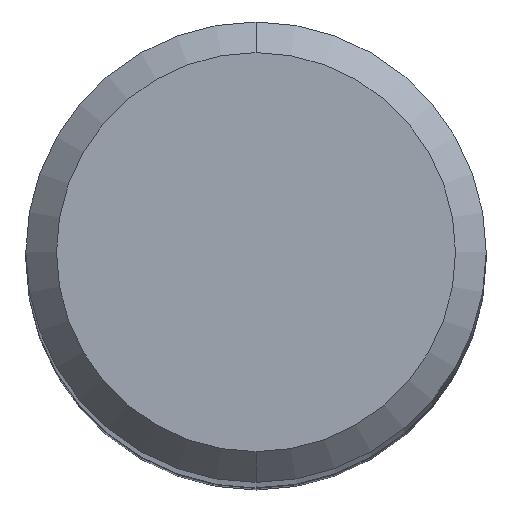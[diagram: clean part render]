
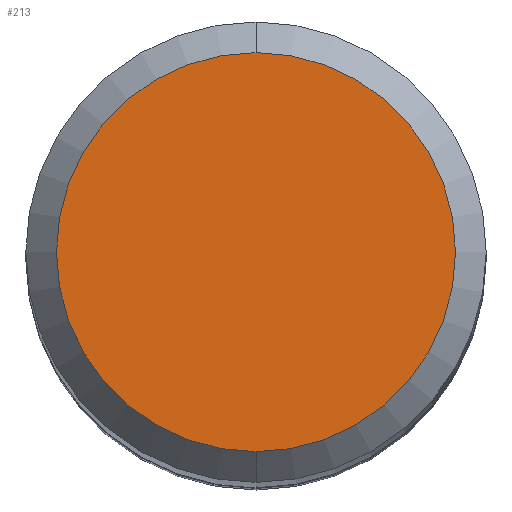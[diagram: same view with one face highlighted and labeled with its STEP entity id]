
A CAD part, top view. The second image highlights one B-rep face of the part: STEP entity #213.
In plain terms, the highlighted planar face has unit normal (0, 0, 1).
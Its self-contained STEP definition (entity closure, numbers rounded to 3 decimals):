
#199=EDGE_CURVE('',#227,#257,#445,.T.);
#213=ADVANCED_FACE('',(#459),#460,.T.);
#227=VERTEX_POINT('',#476);
#257=VERTEX_POINT('',#510);
#315=EDGE_CURVE('',#257,#227,#576,.T.);
#445=CIRCLE('',#717,2.6);
#459=FACE_OUTER_BOUND('',#733,.T.);
#460=PLANE('',#734);
#476=CARTESIAN_POINT('',(0.0,2.6,0.0));
#510=CARTESIAN_POINT('',(0.,-2.6,0.0));
#576=CIRCLE('',#880,2.6);
#717=AXIS2_PLACEMENT_3D('',#1034,#1035,#1036);
#733=EDGE_LOOP('',(#1044,#1045));
#734=AXIS2_PLACEMENT_3D('',#1046,#1047,#1048);
#880=AXIS2_PLACEMENT_3D('',#1211,#1212,#1213);
#1034=CARTESIAN_POINT('',(0.0,0.0,0.0));
#1035=DIRECTION('',(0.0,0.0,-1.0));
#1036=DIRECTION('',(0.0,1.0,0.0));
#1044=ORIENTED_EDGE('',*,*,#199,.F.);
#1045=ORIENTED_EDGE('',*,*,#315,.F.);
#1046=CARTESIAN_POINT('',(0.0,1.3,0.0));
#1047=DIRECTION('',(-0.0,0.0,1.0));
#1048=DIRECTION('',(0.0,-1.0,0.0));
#1211=CARTESIAN_POINT('',(0.0,0.0,0.0));
#1212=DIRECTION('',(0.0,0.0,-1.0));
#1213=DIRECTION('',(0.0,1.0,0.0));
